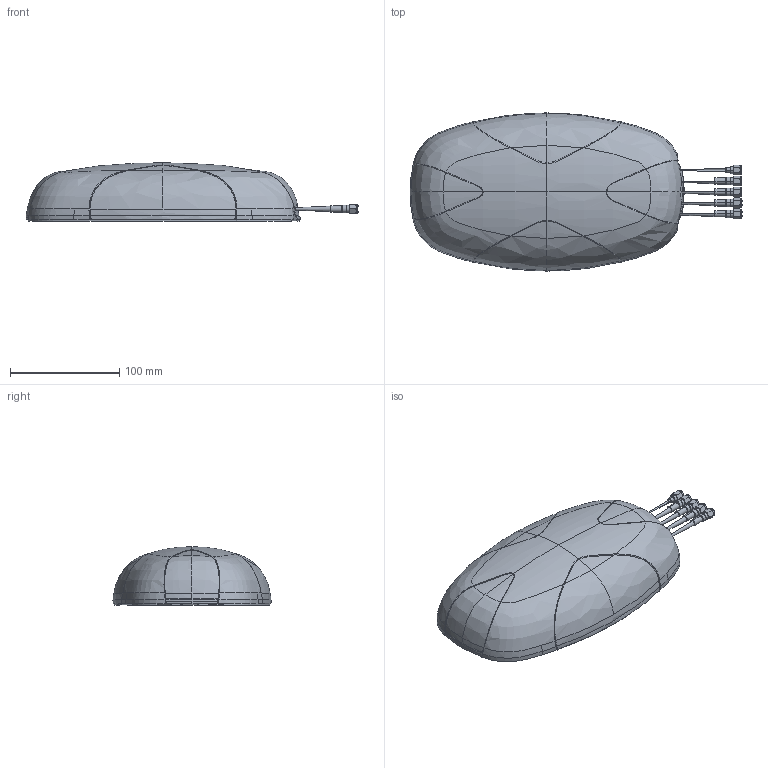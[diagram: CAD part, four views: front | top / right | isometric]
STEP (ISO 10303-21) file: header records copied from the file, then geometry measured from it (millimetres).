
FILE_DESCRIPTION (( 'STEP AP214' ), '1' );
FILE_NAME ('MA350.A.LBICG.003_web.STEP', '2022-03-21T11:00:04', ( '' ), ( '' ), 'SwSTEP 2.0', 'SolidWorks 2018', '' );
FILE_SCHEMA (( 'AUTOMOTIVE_DESIGN' ));
Length unit declared in the file: millimetre
Products named in the file (1): MA350.A.LBICG.003_web
Bounding box: 303.26 x 144.43 x 53.43 mm (x, y, z)
Surface area: 93439.6 mm2 (no closed solid volume)
Topology: 0 solids, 9 shells, 326 faces, 973 edges, 666 vertices
Faces by surface type: bspline 152, plane 87, cylinder 71, torus 12, cone 4
Entity records: 38483 total; most frequent: CARTESIAN_POINT 28803, ORIENTED_EDGE 1722, EDGE_CURVE 968, B_SPLINE_CURVE_WITH_KNOTS 881, VERTEX_POINT 666, EDGE_LOOP 372, DIRECTION 350, UNCERTAINTY_MEASURE_WITH_UNIT 328
